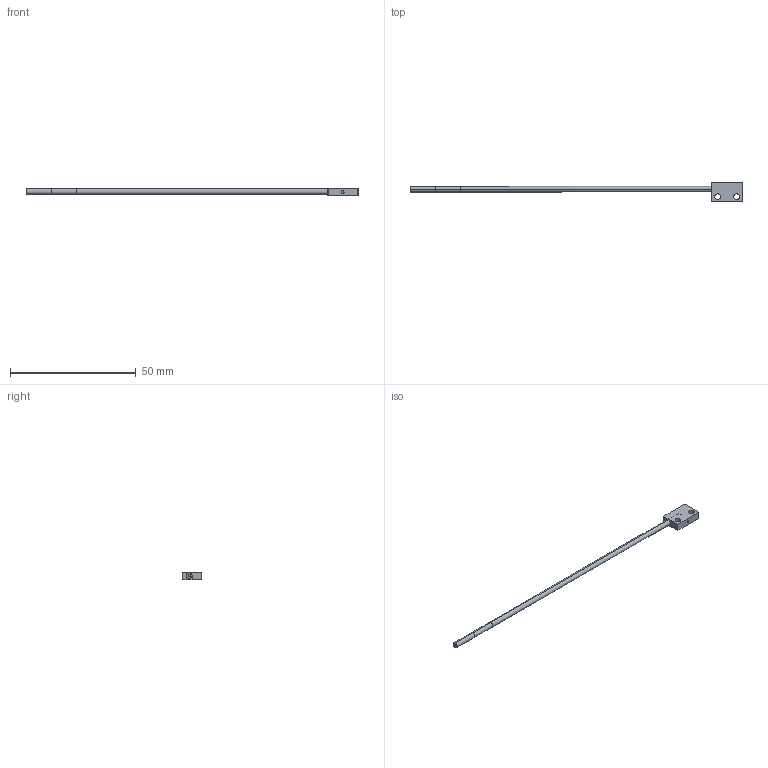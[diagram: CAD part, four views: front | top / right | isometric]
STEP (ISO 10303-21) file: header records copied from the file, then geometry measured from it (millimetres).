
FILE_DESCRIPTION((''),'2;1');
FILE_NAME('188746_ASM','2016-01-12T',('pdmadmin'),(''),'PRO/ENGINEER BY PARAMETRIC TECHNOLOGY CORPORATION, 2013230','PRO/ENGINEER BY PARAMETRIC TECHNOLOGY CORPORATION, 2013230','');
FILE_SCHEMA(('CONFIG_CONTROL_DESIGN'));
Length unit declared in the file: inch
Products named in the file (5): 149774_AF0; 51022_AF0; FIBER_CORE_1MM_AF0; 188746; 188746_ASM
Assembly tree (4 placements, depth 2):
  188746_ASM
    149774_AF0
    51022_AF0
    FIBER_CORE_1MM_AF0
    188746
Bounding box: 131.94 x 7.87 x 3.05 mm (x, y, z)
Volume: 690 mm3; surface area: 1666.4 mm2
Topology: 4 solids, 5 shells, 54 faces, 129 edges, 81 vertices
Faces by surface type: cylinder 27, plane 20, bspline 7
Entity records: 1955 total; most frequent: CARTESIAN_POINT 555, DIRECTION 293, ORIENTED_EDGE 252, EDGE_CURVE 128, AXIS2_PLACEMENT_3D 115, VERTEX_POINT 81, VECTOR 63, LINE 63
